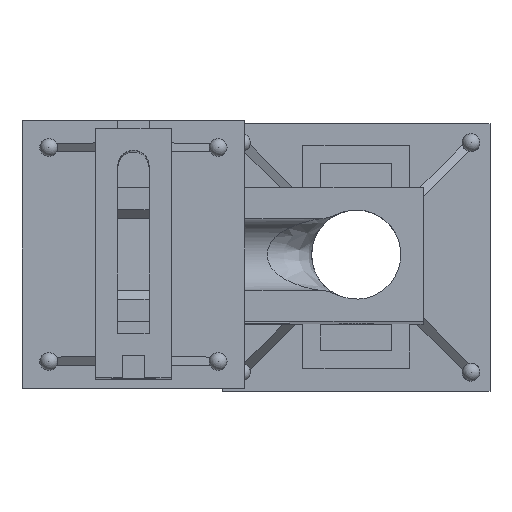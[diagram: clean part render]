
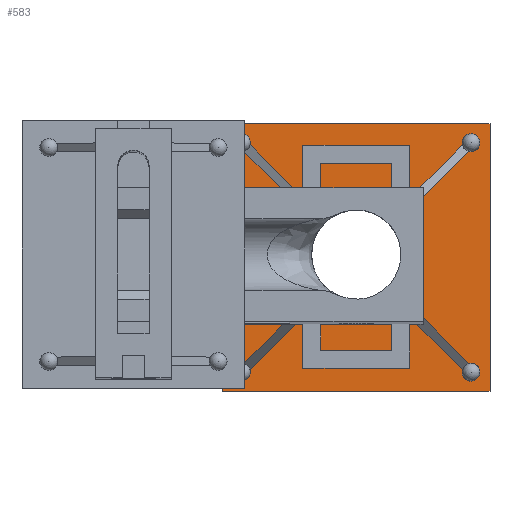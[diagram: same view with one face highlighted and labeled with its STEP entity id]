
A CAD part, top view. The second image highlights one B-rep face of the part: STEP entity #583.
In plain terms, the highlighted planar face has unit normal (0, 0, 1).
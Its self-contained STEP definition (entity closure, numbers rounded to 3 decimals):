
#319 = VERTEX_POINT('',#320);
#320 = CARTESIAN_POINT('',(-3.,3.,0.5));
#326 = EDGE_CURVE('',#319,#327,#329,.T.);
#327 = VERTEX_POINT('',#328);
#328 = CARTESIAN_POINT('',(-3.,-3.,0.5));
#329 = LINE('',#330,#331);
#330 = CARTESIAN_POINT('',(-3.,3.,0.5));
#331 = VECTOR('',#332,1.);
#332 = DIRECTION('',(0.,-1.,0.));
#350 = VERTEX_POINT('',#351);
#351 = CARTESIAN_POINT('',(3.,3.,0.5));
#357 = EDGE_CURVE('',#350,#319,#358,.T.);
#358 = LINE('',#359,#360);
#359 = CARTESIAN_POINT('',(3.,3.,0.5));
#360 = VECTOR('',#361,1.);
#361 = DIRECTION('',(-1.,0.,0.));
#374 = EDGE_CURVE('',#327,#375,#377,.T.);
#375 = VERTEX_POINT('',#376);
#376 = CARTESIAN_POINT('',(3.,-3.,0.5));
#377 = LINE('',#378,#379);
#378 = CARTESIAN_POINT('',(-3.,-3.,0.5));
#379 = VECTOR('',#380,1.);
#380 = DIRECTION('',(1.,0.,0.));
#398 = EDGE_CURVE('',#375,#350,#399,.T.);
#399 = LINE('',#400,#401);
#400 = CARTESIAN_POINT('',(3.,-3.,0.5));
#401 = VECTOR('',#402,1.);
#402 = DIRECTION('',(0.,1.,0.));
#583 = ADVANCED_FACE('',(#584,#590),#760,.T.);
#584 = FACE_BOUND('',#585,.T.);
#585 = EDGE_LOOP('',(#586,#587,#588,#589));
#586 = ORIENTED_EDGE('',*,*,#326,.T.);
#587 = ORIENTED_EDGE('',*,*,#374,.T.);
#588 = ORIENTED_EDGE('',*,*,#398,.T.);
#589 = ORIENTED_EDGE('',*,*,#357,.T.);
#590 = FACE_BOUND('',#591,.T.);
#591 = EDGE_LOOP('',(#592,#602,#610,#619,#628,#636,#644,#652,#661,#670,
    #678,#686,#694,#703,#712,#720,#728,#736,#745,#754));
#592 = ORIENTED_EDGE('',*,*,#593,.F.);
#593 = EDGE_CURVE('',#594,#596,#598,.T.);
#594 = VERTEX_POINT('',#595);
#595 = CARTESIAN_POINT('',(-1.5,1.359,0.5));
#596 = VERTEX_POINT('',#597);
#597 = CARTESIAN_POINT('',(-1.5,-1.359,0.5));
#598 = LINE('',#599,#600);
#599 = CARTESIAN_POINT('',(-1.5,0.75,0.5));
#600 = VECTOR('',#601,1.);
#601 = DIRECTION('',(0.,-1.,0.));
#602 = ORIENTED_EDGE('',*,*,#603,.F.);
#603 = EDGE_CURVE('',#604,#594,#606,.T.);
#604 = VERTEX_POINT('',#605);
#605 = CARTESIAN_POINT('',(-2.523,2.382,0.5));
#606 = LINE('',#607,#608);
#607 = CARTESIAN_POINT('',(-2.758,2.616,0.5));
#608 = VECTOR('',#609,1.);
#609 = DIRECTION('',(0.707,-0.707,0.));
#610 = ORIENTED_EDGE('',*,*,#611,.F.);
#611 = EDGE_CURVE('',#612,#604,#614,.T.);
#612 = VERTEX_POINT('',#613);
#613 = CARTESIAN_POINT('',(-2.375,2.575,0.5));
#614 = CIRCLE('',#615,0.2);
#615 = AXIS2_PLACEMENT_3D('',#616,#617,#618);
#616 = CARTESIAN_POINT('',(-2.575,2.575,0.5));
#617 = DIRECTION('',(0.,0.,1.));
#618 = DIRECTION('',(1.,0.,0.));
#619 = ORIENTED_EDGE('',*,*,#620,.F.);
#620 = EDGE_CURVE('',#621,#612,#623,.T.);
#621 = VERTEX_POINT('',#622);
#622 = CARTESIAN_POINT('',(-2.382,2.523,0.5));
#623 = CIRCLE('',#624,0.2);
#624 = AXIS2_PLACEMENT_3D('',#625,#626,#627);
#625 = CARTESIAN_POINT('',(-2.575,2.575,0.5));
#626 = DIRECTION('',(0.,0.,1.));
#627 = DIRECTION('',(1.,0.,0.));
#628 = ORIENTED_EDGE('',*,*,#629,.T.);
#629 = EDGE_CURVE('',#621,#630,#632,.T.);
#630 = VERTEX_POINT('',#631);
#631 = CARTESIAN_POINT('',(-1.359,1.5,0.5));
#632 = LINE('',#633,#634);
#633 = CARTESIAN_POINT('',(-2.616,2.758,0.5));
#634 = VECTOR('',#635,1.);
#635 = DIRECTION('',(0.707,-0.707,0.));
#636 = ORIENTED_EDGE('',*,*,#637,.F.);
#637 = EDGE_CURVE('',#638,#630,#640,.T.);
#638 = VERTEX_POINT('',#639);
#639 = CARTESIAN_POINT('',(1.359,1.5,0.5));
#640 = LINE('',#641,#642);
#641 = CARTESIAN_POINT('',(0.75,1.5,0.5));
#642 = VECTOR('',#643,1.);
#643 = DIRECTION('',(-1.,0.,0.));
#644 = ORIENTED_EDGE('',*,*,#645,.F.);
#645 = EDGE_CURVE('',#646,#638,#648,.T.);
#646 = VERTEX_POINT('',#647);
#647 = CARTESIAN_POINT('',(2.382,2.523,0.5));
#648 = LINE('',#649,#650);
#649 = CARTESIAN_POINT('',(2.616,2.758,0.5));
#650 = VECTOR('',#651,1.);
#651 = DIRECTION('',(-0.707,-0.707,0.));
#652 = ORIENTED_EDGE('',*,*,#653,.F.);
#653 = EDGE_CURVE('',#654,#646,#656,.T.);
#654 = VERTEX_POINT('',#655);
#655 = CARTESIAN_POINT('',(2.775,2.575,0.5));
#656 = CIRCLE('',#657,0.2);
#657 = AXIS2_PLACEMENT_3D('',#658,#659,#660);
#658 = CARTESIAN_POINT('',(2.575,2.575,0.5));
#659 = DIRECTION('',(0.,0.,1.));
#660 = DIRECTION('',(1.,0.,0.));
#661 = ORIENTED_EDGE('',*,*,#662,.F.);
#662 = EDGE_CURVE('',#663,#654,#665,.T.);
#663 = VERTEX_POINT('',#664);
#664 = CARTESIAN_POINT('',(2.523,2.382,0.5));
#665 = CIRCLE('',#666,0.2);
#666 = AXIS2_PLACEMENT_3D('',#667,#668,#669);
#667 = CARTESIAN_POINT('',(2.575,2.575,0.5));
#668 = DIRECTION('',(0.,0.,1.));
#669 = DIRECTION('',(1.,0.,0.));
#670 = ORIENTED_EDGE('',*,*,#671,.T.);
#671 = EDGE_CURVE('',#663,#672,#674,.T.);
#672 = VERTEX_POINT('',#673);
#673 = CARTESIAN_POINT('',(1.5,1.359,0.5));
#674 = LINE('',#675,#676);
#675 = CARTESIAN_POINT('',(2.758,2.616,0.5));
#676 = VECTOR('',#677,1.);
#677 = DIRECTION('',(-0.707,-0.707,0.));
#678 = ORIENTED_EDGE('',*,*,#679,.F.);
#679 = EDGE_CURVE('',#680,#672,#682,.T.);
#680 = VERTEX_POINT('',#681);
#681 = CARTESIAN_POINT('',(1.5,-1.359,0.5));
#682 = LINE('',#683,#684);
#683 = CARTESIAN_POINT('',(1.5,-0.75,0.5));
#684 = VECTOR('',#685,1.);
#685 = DIRECTION('',(0.,1.,0.));
#686 = ORIENTED_EDGE('',*,*,#687,.T.);
#687 = EDGE_CURVE('',#680,#688,#690,.T.);
#688 = VERTEX_POINT('',#689);
#689 = CARTESIAN_POINT('',(2.523,-2.382,0.5));
#690 = LINE('',#691,#692);
#691 = CARTESIAN_POINT('',(-2.616,2.758,0.5));
#692 = VECTOR('',#693,1.);
#693 = DIRECTION('',(0.707,-0.707,0.));
#694 = ORIENTED_EDGE('',*,*,#695,.F.);
#695 = EDGE_CURVE('',#696,#688,#698,.T.);
#696 = VERTEX_POINT('',#697);
#697 = CARTESIAN_POINT('',(2.775,-2.575,0.5));
#698 = CIRCLE('',#699,0.2);
#699 = AXIS2_PLACEMENT_3D('',#700,#701,#702);
#700 = CARTESIAN_POINT('',(2.575,-2.575,0.5));
#701 = DIRECTION('',(0.,0.,1.));
#702 = DIRECTION('',(1.,0.,0.));
#703 = ORIENTED_EDGE('',*,*,#704,.F.);
#704 = EDGE_CURVE('',#705,#696,#707,.T.);
#705 = VERTEX_POINT('',#706);
#706 = CARTESIAN_POINT('',(2.382,-2.523,0.5));
#707 = CIRCLE('',#708,0.2);
#708 = AXIS2_PLACEMENT_3D('',#709,#710,#711);
#709 = CARTESIAN_POINT('',(2.575,-2.575,0.5));
#710 = DIRECTION('',(0.,0.,1.));
#711 = DIRECTION('',(1.,0.,0.));
#712 = ORIENTED_EDGE('',*,*,#713,.F.);
#713 = EDGE_CURVE('',#714,#705,#716,.T.);
#714 = VERTEX_POINT('',#715);
#715 = CARTESIAN_POINT('',(1.359,-1.5,0.5));
#716 = LINE('',#717,#718);
#717 = CARTESIAN_POINT('',(-2.758,2.616,0.5));
#718 = VECTOR('',#719,1.);
#719 = DIRECTION('',(0.707,-0.707,0.));
#720 = ORIENTED_EDGE('',*,*,#721,.F.);
#721 = EDGE_CURVE('',#722,#714,#724,.T.);
#722 = VERTEX_POINT('',#723);
#723 = CARTESIAN_POINT('',(-1.359,-1.5,0.5));
#724 = LINE('',#725,#726);
#725 = CARTESIAN_POINT('',(-0.75,-1.5,0.5));
#726 = VECTOR('',#727,1.);
#727 = DIRECTION('',(1.,0.,0.));
#728 = ORIENTED_EDGE('',*,*,#729,.T.);
#729 = EDGE_CURVE('',#722,#730,#732,.T.);
#730 = VERTEX_POINT('',#731);
#731 = CARTESIAN_POINT('',(-2.382,-2.523,0.5));
#732 = LINE('',#733,#734);
#733 = CARTESIAN_POINT('',(2.758,2.616,0.5));
#734 = VECTOR('',#735,1.);
#735 = DIRECTION('',(-0.707,-0.707,0.));
#736 = ORIENTED_EDGE('',*,*,#737,.F.);
#737 = EDGE_CURVE('',#738,#730,#740,.T.);
#738 = VERTEX_POINT('',#739);
#739 = CARTESIAN_POINT('',(-2.375,-2.575,0.5));
#740 = CIRCLE('',#741,0.2);
#741 = AXIS2_PLACEMENT_3D('',#742,#743,#744);
#742 = CARTESIAN_POINT('',(-2.575,-2.575,0.5));
#743 = DIRECTION('',(0.,0.,1.));
#744 = DIRECTION('',(1.,0.,0.));
#745 = ORIENTED_EDGE('',*,*,#746,.F.);
#746 = EDGE_CURVE('',#747,#738,#749,.T.);
#747 = VERTEX_POINT('',#748);
#748 = CARTESIAN_POINT('',(-2.523,-2.382,0.5));
#749 = CIRCLE('',#750,0.2);
#750 = AXIS2_PLACEMENT_3D('',#751,#752,#753);
#751 = CARTESIAN_POINT('',(-2.575,-2.575,0.5));
#752 = DIRECTION('',(0.,0.,1.));
#753 = DIRECTION('',(1.,0.,0.));
#754 = ORIENTED_EDGE('',*,*,#755,.F.);
#755 = EDGE_CURVE('',#596,#747,#756,.T.);
#756 = LINE('',#757,#758);
#757 = CARTESIAN_POINT('',(2.616,2.758,0.5));
#758 = VECTOR('',#759,1.);
#759 = DIRECTION('',(-0.707,-0.707,0.));
#760 = PLANE('',#761);
#761 = AXIS2_PLACEMENT_3D('',#762,#763,#764);
#762 = CARTESIAN_POINT('',(0.,0.,0.5));
#763 = DIRECTION('',(0.,0.,1.));
#764 = DIRECTION('',(1.,0.,0.));
